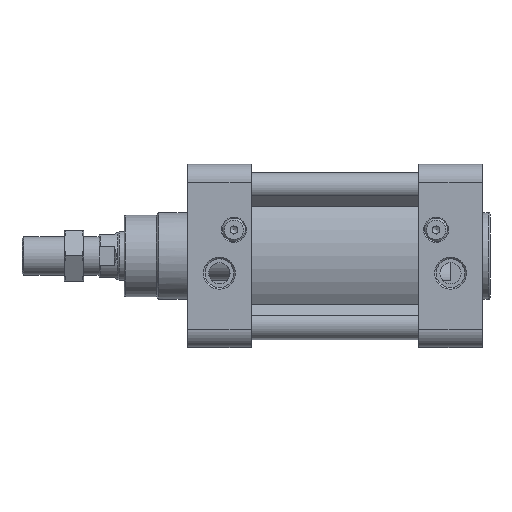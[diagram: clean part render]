
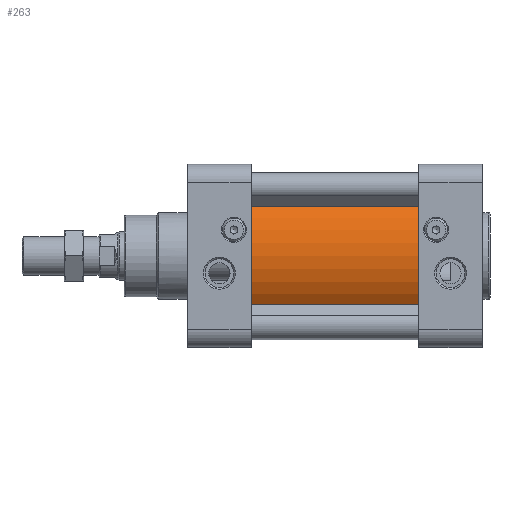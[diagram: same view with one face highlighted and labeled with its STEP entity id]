
A CAD part, top view. The second image highlights one B-rep face of the part: STEP entity #263.
In plain terms, the highlighted cylindrical face has radius 43.5 mm (diameter 87 mm), a partial arc.
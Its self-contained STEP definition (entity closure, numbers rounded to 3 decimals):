
#263 = ADVANCED_FACE( '', ( #801 ), #802, .T. );
#801 = FACE_OUTER_BOUND( '', #1916, .T. );
#802 = CYLINDRICAL_SURFACE( '', #1917, 43.5 );
#1916 = EDGE_LOOP( '', ( #3587, #3588, #3589, #3590 ) );
#1917 = AXIS2_PLACEMENT_3D( '', #3591, #3592, #3593 );
#3587 = ORIENTED_EDGE( '', *, *, #7119, .T. );
#3588 = ORIENTED_EDGE( '', *, *, #7118, .F. );
#3589 = ORIENTED_EDGE( '', *, *, #7086, .F. );
#3590 = ORIENTED_EDGE( '', *, *, #7120, .T. );
#3591 = CARTESIAN_POINT( '', ( 120., 0., 0. ) );
#3592 = DIRECTION( '', ( 1., 0., 0. ) );
#3593 = DIRECTION( '', ( 0., 0., 1. ) );
#7086 = EDGE_CURVE( '', #8709, #8710, #8711, .T. );
#7118 = EDGE_CURVE( '', #8710, #8762, #8764, .T. );
#7119 = EDGE_CURVE( '', #8765, #8762, #8766, .T. );
#7120 = EDGE_CURVE( '', #8709, #8765, #8767, .T. );
#8709 = VERTEX_POINT( '', #11450 );
#8710 = VERTEX_POINT( '', #11451 );
#8711 = CIRCLE( '', #11452, 43.5 );
#8762 = VERTEX_POINT( '', #11521 );
#8764 = LINE( '', #11524, #11525 );
#8765 = VERTEX_POINT( '', #11526 );
#8766 = CIRCLE( '', #11527, 43.5 );
#8767 = LINE( '', #11528, #11529 );
#11450 = CARTESIAN_POINT( '', ( 120., 35.308, -25.409 ) );
#11451 = CARTESIAN_POINT( '', ( 120., 35.308, 25.409 ) );
#11452 = AXIS2_PLACEMENT_3D( '', #14950, #14951, #14952 );
#11521 = CARTESIAN_POINT( '', ( 33., 35.308, 25.409 ) );
#11524 = CARTESIAN_POINT( '', ( 120., 35.308, 25.409 ) );
#11525 = VECTOR( '', #15008, 1000. );
#11526 = CARTESIAN_POINT( '', ( 33., 35.308, -25.409 ) );
#11527 = AXIS2_PLACEMENT_3D( '', #15009, #15010, #15011 );
#11528 = CARTESIAN_POINT( '', ( 120., 35.308, -25.409 ) );
#11529 = VECTOR( '', #15012, 1000. );
#14950 = CARTESIAN_POINT( '', ( 120., 0., 0. ) );
#14951 = DIRECTION( '', ( 1., 0., 0. ) );
#14952 = DIRECTION( '', ( 0., 0., -1. ) );
#15008 = DIRECTION( '', ( -1., 0., 0. ) );
#15009 = CARTESIAN_POINT( '', ( 33., 0., 0. ) );
#15010 = DIRECTION( '', ( 1., 0., 0. ) );
#15011 = DIRECTION( '', ( 0., 0., -1. ) );
#15012 = DIRECTION( '', ( -1., 0., 0. ) );
